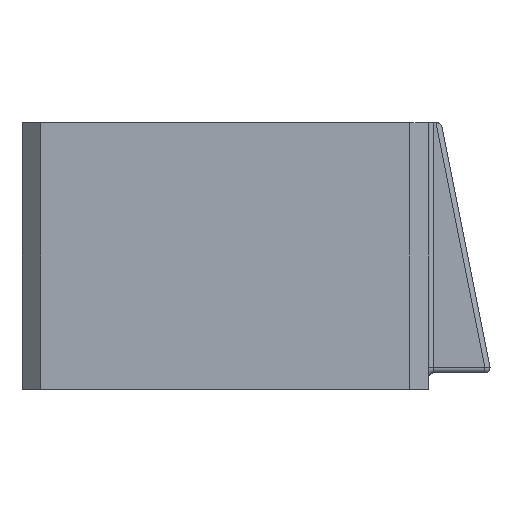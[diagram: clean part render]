
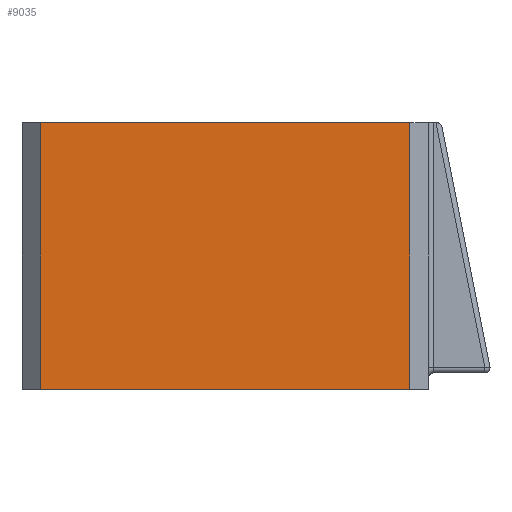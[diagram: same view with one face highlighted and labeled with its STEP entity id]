
A CAD part, left-side view. The second image highlights one B-rep face of the part: STEP entity #9035.
In plain terms, the highlighted planar face has unit normal (-1, 0, 0).
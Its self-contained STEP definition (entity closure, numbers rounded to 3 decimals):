
#152 = CARTESIAN_POINT ( 'NONE',  ( -70.128, 62.236, 60. ) ) ;
#680 = EDGE_CURVE ( 'NONE', #5951, #8305, #3273, .T. ) ;
#753 = CARTESIAN_POINT ( 'NONE',  ( -70.128, 62.236, 42.6 ) ) ;
#1355 = ORIENTED_EDGE ( 'NONE', *, *, #8004, .F. ) ;
#1861 = EDGE_CURVE ( 'NONE', #8305, #8888, #6159, .T. ) ;
#2183 = VECTOR ( 'NONE', #3100, 1000. ) ;
#2226 = CARTESIAN_POINT ( 'NONE',  ( -70.128, 59.236, 60. ) ) ;
#2996 = CARTESIAN_POINT ( 'NONE',  ( -70.128, 0.236, 60. ) ) ;
#3100 = DIRECTION ( 'NONE',  ( 0., -1., 0. ) ) ;
#3198 = ORIENTED_EDGE ( 'NONE', *, *, #6208, .T. ) ;
#3203 = CARTESIAN_POINT ( 'NONE',  ( -70.128, 59.236, 0. ) ) ;
#3254 = VERTEX_POINT ( 'NONE', #6583 ) ;
#3273 = LINE ( 'NONE', #4100, #4342 ) ;
#3974 = VECTOR ( 'NONE', #5355, 1000. ) ;
#4100 = CARTESIAN_POINT ( 'NONE',  ( -70.128, 62.236, 0. ) ) ;
#4342 = VECTOR ( 'NONE', #9593, 1000. ) ;
#4384 = VECTOR ( 'NONE', #9314, 1000. ) ;
#5045 = DIRECTION ( 'NONE',  ( 1., 0., 0. ) ) ;
#5267 = CARTESIAN_POINT ( 'NONE',  ( -70.128, 0.236, 0. ) ) ;
#5355 = DIRECTION ( 'NONE',  ( 0., 0., -1. ) ) ;
#5600 = FACE_OUTER_BOUND ( 'NONE', #6628, .T. ) ;
#5951 = VERTEX_POINT ( 'NONE', #3203 ) ;
#6159 = LINE ( 'NONE', #2996, #4384 ) ;
#6208 = EDGE_CURVE ( 'NONE', #3254, #5951, #9347, .T. ) ;
#6552 = DIRECTION ( 'NONE',  ( 0., 1., 0. ) ) ;
#6583 = CARTESIAN_POINT ( 'NONE',  ( -70.128, 59.236, 42.6 ) ) ;
#6628 = EDGE_LOOP ( 'NONE', ( #1355, #3198, #7593, #7261 ) ) ;
#7261 = ORIENTED_EDGE ( 'NONE', *, *, #1861, .T. ) ;
#7593 = ORIENTED_EDGE ( 'NONE', *, *, #680, .T. ) ;
#7864 = LINE ( 'NONE', #753, #2183 ) ;
#8004 = EDGE_CURVE ( 'NONE', #3254, #8888, #7864, .T. ) ;
#8182 = AXIS2_PLACEMENT_3D ( 'NONE', #152, #5045, #6552 ) ;
#8305 = VERTEX_POINT ( 'NONE', #5267 ) ;
#8771 = PLANE ( 'NONE',  #8182 ) ;
#8829 = CARTESIAN_POINT ( 'NONE',  ( -70.128, 0.236, 42.6 ) ) ;
#8888 = VERTEX_POINT ( 'NONE', #8829 ) ;
#9035 = ADVANCED_FACE ( 'NONE', ( #5600 ), #8771, .F. ) ;
#9314 = DIRECTION ( 'NONE',  ( 0., 0., 1. ) ) ;
#9347 = LINE ( 'NONE', #2226, #3974 ) ;
#9593 = DIRECTION ( 'NONE',  ( 0., -1., 0. ) ) ;
